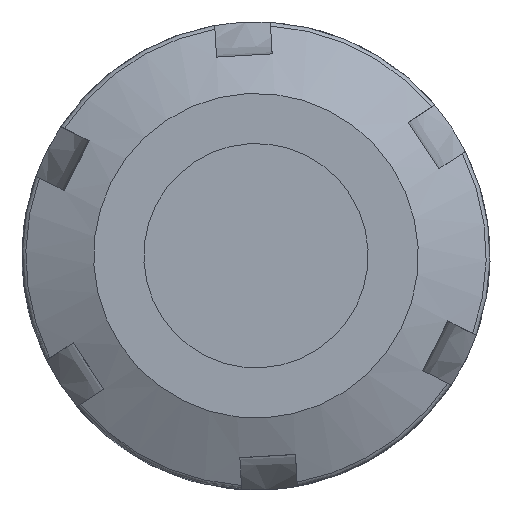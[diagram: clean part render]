
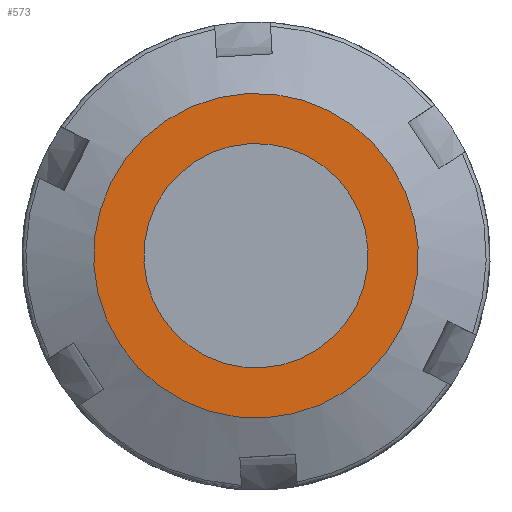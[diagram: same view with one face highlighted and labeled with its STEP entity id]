
A CAD part, top view. The second image highlights one B-rep face of the part: STEP entity #573.
In plain terms, the highlighted planar face has unit normal (0, 0, 1).
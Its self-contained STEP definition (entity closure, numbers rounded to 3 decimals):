
#573=ADVANCED_FACE('',(#765,#766),#708,.T.);
#708=PLANE('',#2244);
#765=FACE_BOUND('',#821,.T.);
#766=FACE_BOUND('',#822,.T.);
#821=EDGE_LOOP('',(#984));
#822=EDGE_LOOP('',(#985));
#984=ORIENTED_EDGE('',*,*,#1832,.T.);
#985=ORIENTED_EDGE('',*,*,#1833,.T.);
#1618=VERTEX_POINT('',#2976);
#1619=VERTEX_POINT('',#2978);
#1832=EDGE_CURVE('',#1618,#1618,#2149,.T.);
#1833=EDGE_CURVE('',#1619,#1619,#2150,.T.);
#2149=CIRCLE('',#2242,14.566);
#2150=CIRCLE('',#2243,10.066);
#2242=AXIS2_PLACEMENT_3D('',#2975,#2457,#2458);
#2243=AXIS2_PLACEMENT_3D('',#2977,#2459,#2460);
#2244=AXIS2_PLACEMENT_3D('',#2979,#2461,#2462);
#2457=DIRECTION('',(0.,0.,1.));
#2458=DIRECTION('',(0.835,0.55,0.));
#2459=DIRECTION('',(0.,0.,-1.));
#2460=DIRECTION('',(0.835,0.55,0.));
#2461=DIRECTION('',(0.,0.,1.));
#2462=DIRECTION('',(-0.835,-0.55,0.));
#2975=CARTESIAN_POINT('',(0.,0.,80.731));
#2976=CARTESIAN_POINT('',(12.17,8.005,80.731));
#2977=CARTESIAN_POINT('',(0.,0.,80.731));
#2978=CARTESIAN_POINT('',(8.41,5.532,80.731));
#2979=CARTESIAN_POINT('',(0.,0.,80.731));
